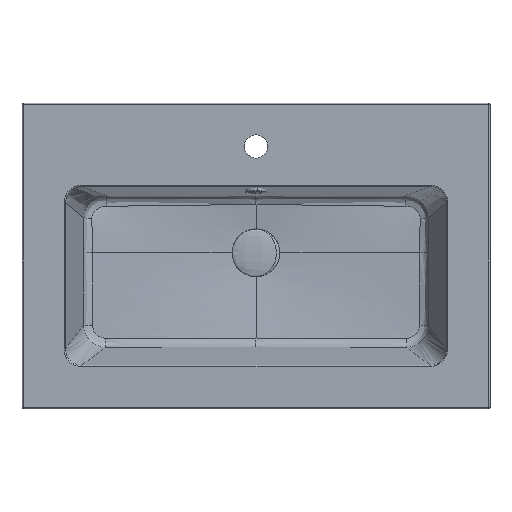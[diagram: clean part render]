
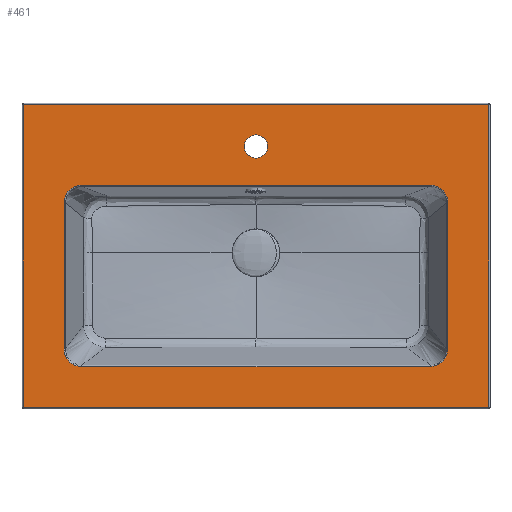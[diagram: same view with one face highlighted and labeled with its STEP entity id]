
A CAD part, top view. The second image highlights one B-rep face of the part: STEP entity #461.
In plain terms, the highlighted planar face has unit normal (0, 0, 1).
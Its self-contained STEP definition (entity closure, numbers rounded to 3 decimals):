
#119=B_SPLINE_CURVE_WITH_KNOTS('',1,(#53880,#53881),.UNSPECIFIED.,.F.,.F.,
(2,2),(0.,701.),.UNSPECIFIED.);
#120=B_SPLINE_CURVE_WITH_KNOTS('',1,(#53882,#53883),.UNSPECIFIED.,.F.,.F.,
(2,2),(0.,456.),.UNSPECIFIED.);
#121=B_SPLINE_CURVE_WITH_KNOTS('',1,(#53884,#53885),.UNSPECIFIED.,.F.,.F.,
(2,2),(0.,701.),.UNSPECIFIED.);
#122=B_SPLINE_CURVE_WITH_KNOTS('',1,(#53886,#53887),.UNSPECIFIED.,.F.,.F.,
(2,2),(0.,456.),.UNSPECIFIED.);
#123=B_SPLINE_CURVE_WITH_KNOTS('',1,(#53888,#53889),.UNSPECIFIED.,.F.,.F.,
(2,2),(0.,523.132),.UNSPECIFIED.);
#124=B_SPLINE_CURVE_WITH_KNOTS('',3,(#53890,#53891,#53892,#53893,#53894,
#53895,#53896,#53897,#53898,#53899),.UNSPECIFIED.,.F.,.F.,(4,2,2,2,4),(0.,
10.688,21.376,32.063,42.751),
 .UNSPECIFIED.);
#125=B_SPLINE_CURVE_WITH_KNOTS('',1,(#53900,#53901),.UNSPECIFIED.,.F.,.F.,
(2,2),(0.,220.139),.UNSPECIFIED.);
#126=B_SPLINE_CURVE_WITH_KNOTS('',3,(#53902,#53903,#53904,#53905,#53906,
#53907,#53908,#53909,#53910,#53911),.UNSPECIFIED.,.F.,.F.,(4,2,2,2,4),(0.,
10.605,21.21,31.815,42.421),
 .UNSPECIFIED.);
#127=B_SPLINE_CURVE_WITH_KNOTS('',1,(#53912,#53913),.UNSPECIFIED.,.F.,.F.,
(2,2),(0.,524.662),.UNSPECIFIED.);
#128=B_SPLINE_CURVE_WITH_KNOTS('',3,(#53914,#53915,#53916,#53917,#53918,
#53919,#53920,#53921,#53922,#53923),.UNSPECIFIED.,.F.,.F.,(4,2,2,2,4),(0.,
10.605,21.21,31.815,42.421),
 .UNSPECIFIED.);
#129=B_SPLINE_CURVE_WITH_KNOTS('',1,(#53924,#53925),.UNSPECIFIED.,.F.,.F.,
(2,2),(0.,220.139),.UNSPECIFIED.);
#130=B_SPLINE_CURVE_WITH_KNOTS('',3,(#53926,#53927,#53928,#53929,#53930,
#53931,#53932,#53933,#53934,#53935),.UNSPECIFIED.,.F.,.F.,(4,2,2,2,4),(0.,
10.688,21.376,32.064,42.752),
 .UNSPECIFIED.);
#408=FACE_BOUND('',#923,.T.);
#409=FACE_BOUND('',#924,.T.);
#461=ADVANCED_FACE('',(#687,#408,#409),#3293,.T.);
#687=FACE_OUTER_BOUND('',#922,.T.);
#922=EDGE_LOOP('',(#1393,#1394,#1395,#1396));
#923=EDGE_LOOP('',(#1397,#1398,#1399,#1400,#1401,#1402,#1403,#1404));
#924=EDGE_LOOP('',(#1405,#1406));
#1393=ORIENTED_EDGE('',*,*,#2328,.T.);
#1394=ORIENTED_EDGE('',*,*,#2329,.T.);
#1395=ORIENTED_EDGE('',*,*,#2330,.T.);
#1396=ORIENTED_EDGE('',*,*,#2331,.T.);
#1397=ORIENTED_EDGE('',*,*,#2339,.T.);
#1398=ORIENTED_EDGE('',*,*,#2332,.T.);
#1399=ORIENTED_EDGE('',*,*,#2333,.T.);
#1400=ORIENTED_EDGE('',*,*,#2334,.T.);
#1401=ORIENTED_EDGE('',*,*,#2335,.T.);
#1402=ORIENTED_EDGE('',*,*,#2336,.T.);
#1403=ORIENTED_EDGE('',*,*,#2337,.T.);
#1404=ORIENTED_EDGE('',*,*,#2338,.T.);
#1405=ORIENTED_EDGE('',*,*,#2646,.T.);
#1406=ORIENTED_EDGE('',*,*,#2730,.T.);
#2328=EDGE_CURVE('',#3124,#3125,#119,.T.);
#2329=EDGE_CURVE('',#3125,#3126,#120,.T.);
#2330=EDGE_CURVE('',#3126,#3127,#121,.T.);
#2331=EDGE_CURVE('',#3127,#3124,#122,.T.);
#2332=EDGE_CURVE('',#3128,#3129,#123,.T.);
#2333=EDGE_CURVE('',#3129,#3130,#124,.T.);
#2334=EDGE_CURVE('',#3130,#3131,#125,.T.);
#2335=EDGE_CURVE('',#3131,#3132,#126,.T.);
#2336=EDGE_CURVE('',#3132,#3133,#127,.T.);
#2337=EDGE_CURVE('',#3133,#3134,#128,.T.);
#2338=EDGE_CURVE('',#3134,#3135,#129,.T.);
#2339=EDGE_CURVE('',#3135,#3128,#130,.T.);
#2646=EDGE_CURVE('',#3137,#3136,#2894,.T.);
#2730=EDGE_CURVE('',#3136,#3137,#2951,.T.);
#2894=(
BOUNDED_CURVE()
B_SPLINE_CURVE(2,(#55389,#55390,#55391,#55392,#55393),.UNSPECIFIED.,.F.,
 .F.)
B_SPLINE_CURVE_WITH_KNOTS((3,2,3),(-70.,-35.,
0.),.UNSPECIFIED.)
CURVE()
GEOMETRIC_REPRESENTATION_ITEM()
RATIONAL_B_SPLINE_CURVE((1.,0.707,1.,0.707,1.))
REPRESENTATION_ITEM('')
);
#2951=(
BOUNDED_CURVE()
B_SPLINE_CURVE(2,(#55749,#55750,#55751,#55752,#55753),.UNSPECIFIED.,.F.,
 .F.)
B_SPLINE_CURVE_WITH_KNOTS((3,2,3),(-70.,-35.,0.),
 .UNSPECIFIED.)
CURVE()
GEOMETRIC_REPRESENTATION_ITEM()
RATIONAL_B_SPLINE_CURVE((1.,0.707,1.,0.707,1.))
REPRESENTATION_ITEM('')
);
#3124=VERTEX_POINT('',#52876);
#3125=VERTEX_POINT('',#52877);
#3126=VERTEX_POINT('',#52878);
#3127=VERTEX_POINT('',#52879);
#3128=VERTEX_POINT('',#52880);
#3129=VERTEX_POINT('',#52881);
#3130=VERTEX_POINT('',#52882);
#3131=VERTEX_POINT('',#52883);
#3132=VERTEX_POINT('',#52884);
#3133=VERTEX_POINT('',#52885);
#3134=VERTEX_POINT('',#52886);
#3135=VERTEX_POINT('',#52887);
#3136=VERTEX_POINT('',#52888);
#3137=VERTEX_POINT('',#52889);
#3293=PLANE('',#3557);
#3557=AXIS2_PLACEMENT_3D('',#28104,#3616,$);
#3616=DIRECTION('',(0.,0.,1.));
#28104=CARTESIAN_POINT('',(-501.378,-85.463,582.269));
#52876=CARTESIAN_POINT('',(269.734,416.149,582.269));
#52877=CARTESIAN_POINT('',(-431.266,416.149,582.269));
#52878=CARTESIAN_POINT('',(-431.266,-39.851,582.269));
#52879=CARTESIAN_POINT('',(269.734,-39.851,582.269));
#52880=CARTESIAN_POINT('',(-342.333,294.903,582.269));
#52881=CARTESIAN_POINT('',(180.8,294.903,582.269));
#52882=CARTESIAN_POINT('',(208.268,268.458,582.269));
#52883=CARTESIAN_POINT('',(208.268,48.318,582.269));
#52884=CARTESIAN_POINT('',(181.565,21.615,582.269));
#52885=CARTESIAN_POINT('',(-343.098,21.615,582.269));
#52886=CARTESIAN_POINT('',(-369.801,48.318,582.269));
#52887=CARTESIAN_POINT('',(-369.801,268.458,582.269));
#52888=CARTESIAN_POINT('',(-63.266,353.149,582.269));
#52889=CARTESIAN_POINT('',(-98.266,353.149,582.269));
#53880=CARTESIAN_POINT('',(269.734,416.149,582.269));
#53881=CARTESIAN_POINT('',(-431.266,416.149,582.269));
#53882=CARTESIAN_POINT('',(-431.266,416.149,582.269));
#53883=CARTESIAN_POINT('',(-431.266,-39.851,582.269));
#53884=CARTESIAN_POINT('',(-431.266,-39.851,582.269));
#53885=CARTESIAN_POINT('',(269.734,-39.851,582.269));
#53886=CARTESIAN_POINT('',(269.734,-39.851,582.269));
#53887=CARTESIAN_POINT('',(269.734,416.149,582.269));
#53888=CARTESIAN_POINT('',(-342.333,294.903,582.269));
#53889=CARTESIAN_POINT('',(180.8,294.903,582.269));
#53890=CARTESIAN_POINT('',(180.8,294.903,582.269));
#53891=CARTESIAN_POINT('',(184.37,294.903,582.269));
#53892=CARTESIAN_POINT('',(187.925,294.269,582.269));
#53893=CARTESIAN_POINT('',(194.52,291.758,582.269));
#53894=CARTESIAN_POINT('',(197.599,289.856,582.269));
#53895=CARTESIAN_POINT('',(202.744,284.988,582.269));
#53896=CARTESIAN_POINT('',(204.799,282.049,582.269));
#53897=CARTESIAN_POINT('',(207.588,275.472,582.269));
#53898=CARTESIAN_POINT('',(208.268,272.03,582.269));
#53899=CARTESIAN_POINT('',(208.268,268.458,582.269));
#53900=CARTESIAN_POINT('',(208.268,268.458,582.269));
#53901=CARTESIAN_POINT('',(208.268,48.318,582.269));
#53902=CARTESIAN_POINT('',(208.268,48.318,582.269));
#53903=CARTESIAN_POINT('',(208.268,44.773,582.269));
#53904=CARTESIAN_POINT('',(207.626,41.251,582.269));
#53905=CARTESIAN_POINT('',(205.04,34.728,582.269));
#53906=CARTESIAN_POINT('',(203.091,31.727,582.269));
#53907=CARTESIAN_POINT('',(198.089,26.742,582.269));
#53908=CARTESIAN_POINT('',(195.122,24.82,582.269));
#53909=CARTESIAN_POINT('',(188.532,22.228,582.269));
#53910=CARTESIAN_POINT('',(185.107,21.615,582.269));
#53911=CARTESIAN_POINT('',(181.565,21.615,582.269));
#53912=CARTESIAN_POINT('',(181.565,21.615,582.269));
#53913=CARTESIAN_POINT('',(-343.098,21.615,582.269));
#53914=CARTESIAN_POINT('',(-343.098,21.615,582.269));
#53915=CARTESIAN_POINT('',(-346.643,21.615,582.269));
#53916=CARTESIAN_POINT('',(-350.165,22.257,582.269));
#53917=CARTESIAN_POINT('',(-356.688,24.843,582.269));
#53918=CARTESIAN_POINT('',(-359.688,26.792,582.269));
#53919=CARTESIAN_POINT('',(-364.674,31.794,582.269));
#53920=CARTESIAN_POINT('',(-366.596,34.762,582.269));
#53921=CARTESIAN_POINT('',(-369.188,41.351,582.269));
#53922=CARTESIAN_POINT('',(-369.801,44.776,582.269));
#53923=CARTESIAN_POINT('',(-369.801,48.318,582.269));
#53924=CARTESIAN_POINT('',(-369.801,48.318,582.269));
#53925=CARTESIAN_POINT('',(-369.801,268.458,582.269));
#53926=CARTESIAN_POINT('',(-369.801,268.458,582.269));
#53927=CARTESIAN_POINT('',(-369.801,272.033,582.269));
#53928=CARTESIAN_POINT('',(-369.089,275.572,582.269));
#53929=CARTESIAN_POINT('',(-366.31,282.075,582.269));
#53930=CARTESIAN_POINT('',(-364.248,285.027,582.269));
#53931=CARTESIAN_POINT('',(-359.07,289.903,582.269));
#53932=CARTESIAN_POINT('',(-356.046,291.767,582.269));
#53933=CARTESIAN_POINT('',(-349.372,294.295,582.269));
#53934=CARTESIAN_POINT('',(-345.902,294.903,582.269));
#53935=CARTESIAN_POINT('',(-342.333,294.903,582.269));
#55389=CARTESIAN_POINT('',(-98.266,353.149,582.269));
#55390=CARTESIAN_POINT('',(-98.266,370.649,582.269));
#55391=CARTESIAN_POINT('',(-80.766,370.649,582.269));
#55392=CARTESIAN_POINT('',(-63.266,370.649,582.269));
#55393=CARTESIAN_POINT('',(-63.266,353.149,582.269));
#55749=CARTESIAN_POINT('',(-63.266,353.149,582.269));
#55750=CARTESIAN_POINT('',(-63.266,335.649,582.269));
#55751=CARTESIAN_POINT('',(-80.766,335.649,582.269));
#55752=CARTESIAN_POINT('',(-98.266,335.649,582.269));
#55753=CARTESIAN_POINT('',(-98.266,353.149,582.269));
